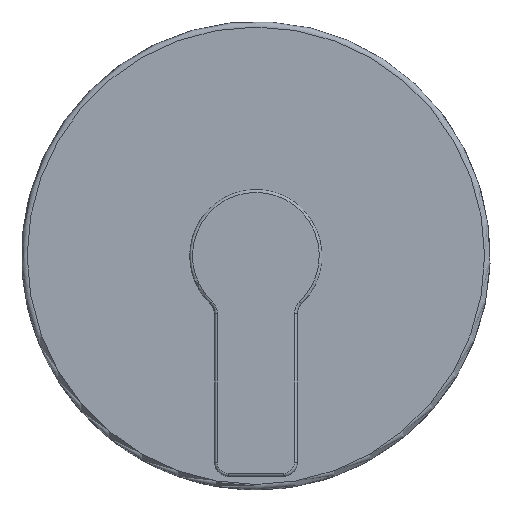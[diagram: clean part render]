
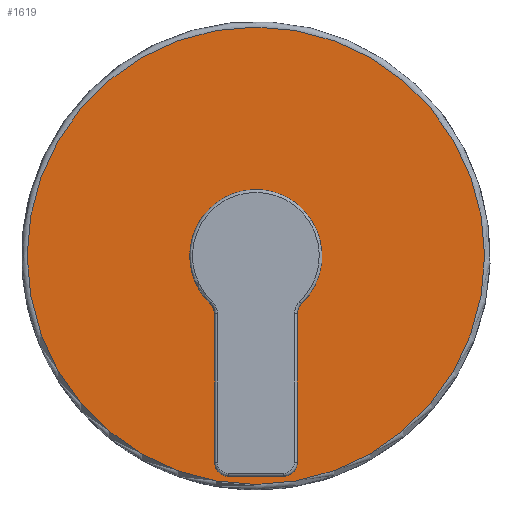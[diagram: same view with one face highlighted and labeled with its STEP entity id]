
A CAD part, left-side view. The second image highlights one B-rep face of the part: STEP entity #1619.
In plain terms, the highlighted face is planar.
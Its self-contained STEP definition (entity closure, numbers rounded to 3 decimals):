
#338=FACE_OUTER_BOUND('',#439,.T.);
#439=EDGE_LOOP('',(#1104));
#548=CIRCLE('',#1787,83.);
#689=VERTEX_POINT('',#2641);
#849=EDGE_CURVE('',#689,#689,#548,.T.);
#1104=ORIENTED_EDGE('',*,*,#849,.T.);
#1590=PLANE('',#1789);
#1619=ADVANCED_FACE('',(#338),#1590,.T.);
#1787=AXIS2_PLACEMENT_3D('',#2642,#2050,#2051);
#1789=AXIS2_PLACEMENT_3D('',#2644,#2054,#2055);
#2050=DIRECTION('center_axis',(0.,0.,-1.));
#2051=DIRECTION('ref_axis',(1.,0.,0.));
#2054=DIRECTION('center_axis',(0.,0.,-1.));
#2055=DIRECTION('ref_axis',(-1.,0.,0.));
#2641=CARTESIAN_POINT('',(109.,0.,-85.1));
#2642=CARTESIAN_POINT('Origin',(26.,0.,-85.1));
#2644=CARTESIAN_POINT('Origin',(26.,86.379,-85.1));
